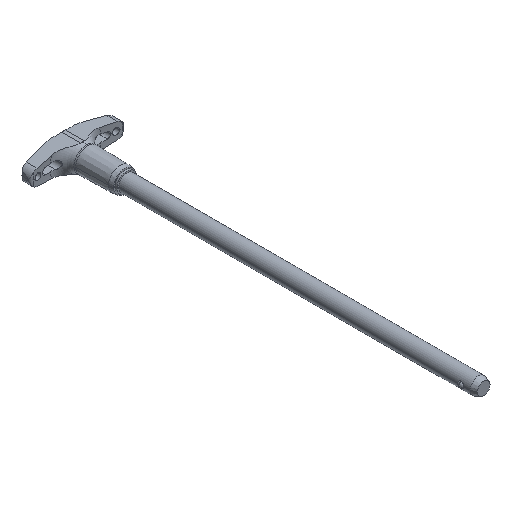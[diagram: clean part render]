
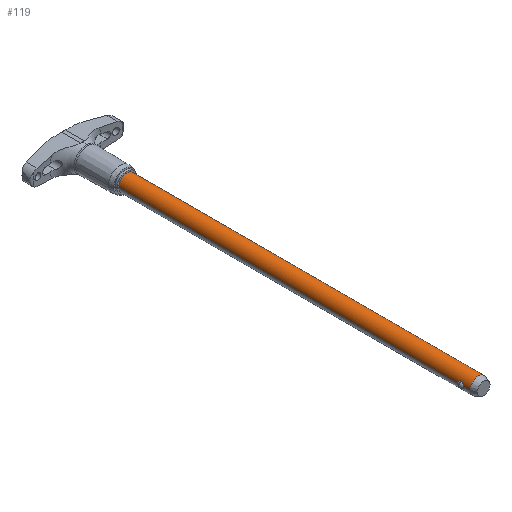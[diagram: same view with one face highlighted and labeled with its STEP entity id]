
A CAD part, isometric view. The second image highlights one B-rep face of the part: STEP entity #119.
In plain terms, the highlighted cylindrical face has radius 3.969 mm (diameter 7.938 mm), a partial arc.
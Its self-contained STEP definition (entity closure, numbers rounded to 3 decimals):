
#119=ADVANCED_FACE('',(#296),#297,.T.);
#296=FACE_OUTER_BOUND('',#535,.T.);
#297=CYLINDRICAL_SURFACE('',#536,3.969);
#535=EDGE_LOOP('',(#835,#836,#837,#838,#839,#840,#841,#842,#843,#844));
#536=AXIS2_PLACEMENT_3D('',#845,#846,#847);
#835=ORIENTED_EDGE('',*,*,#1518,.T.);
#836=ORIENTED_EDGE('',*,*,#1519,.T.);
#837=ORIENTED_EDGE('',*,*,#1460,.T.);
#838=ORIENTED_EDGE('',*,*,#1520,.T.);
#839=ORIENTED_EDGE('',*,*,#1521,.F.);
#840=ORIENTED_EDGE('',*,*,#1522,.T.);
#841=ORIENTED_EDGE('',*,*,#1455,.T.);
#842=ORIENTED_EDGE('',*,*,#1523,.T.);
#843=ORIENTED_EDGE('',*,*,#1524,.T.);
#844=ORIENTED_EDGE('',*,*,#1514,.T.);
#845=CARTESIAN_POINT('',(0.0,-85.471,0.0));
#846=DIRECTION('',(-0.0,1.0,0.0));
#847=DIRECTION('',(1.0,0.0,0.0));
#1455=EDGE_CURVE('',#1740,#1737,#1741,.T.);
#1460=EDGE_CURVE('',#1745,#1747,#1749,.T.);
#1514=EDGE_CURVE('',#1846,#1844,#1847,.T.);
#1518=EDGE_CURVE('',#1844,#1852,#1853,.T.);
#1519=EDGE_CURVE('',#1852,#1745,#1854,.T.);
#1520=EDGE_CURVE('',#1747,#1855,#1856,.T.);
#1521=EDGE_CURVE('',#1857,#1855,#1858,.T.);
#1522=EDGE_CURVE('',#1857,#1740,#1859,.T.);
#1523=EDGE_CURVE('',#1737,#1860,#1861,.T.);
#1524=EDGE_CURVE('',#1860,#1846,#1862,.T.);
#1737=VERTEX_POINT('',#2154);
#1740=VERTEX_POINT('',#2157);
#1741=B_SPLINE_CURVE_WITH_KNOTS('',3,(#2158,#2159,#2160,#2161,#2162,#2163,#2164,#2165,#2166,#2167,#2168,#2169,#2170,#2171),.UNSPECIFIED.,.F.,.F.,(4,2,2,2,2,2,4),(6.251,6.62,6.989,7.207,7.425,7.88,8.335),.UNSPECIFIED.);
#1745=VERTEX_POINT('',#2188);
#1747=VERTEX_POINT('',#2190);
#1749=B_SPLINE_CURVE_WITH_KNOTS('',3,(#2205,#2206,#2207,#2208,#2209,#2210,#2211,#2212,#2213,#2214,#2215,#2216,#2217,#2218),.UNSPECIFIED.,.F.,.F.,(4,2,2,2,2,2,4),(4.167,4.622,5.077,5.295,5.513,5.882,6.251),.UNSPECIFIED.);
#1844=VERTEX_POINT('',#2568);
#1846=VERTEX_POINT('',#2571);
#1847=CIRCLE('',#2572,3.969);
#1852=VERTEX_POINT('',#2578);
#1853=LINE('',#2579,#2580);
#1854=B_SPLINE_CURVE_WITH_KNOTS('',3,(#2581,#2582,#2583,#2584,#2585,#2586,#2587,#2588,#2589,#2590,#2591,#2592,#2593,#2594),.UNSPECIFIED.,.F.,.F.,(4,2,2,2,2,2,4),(2.084,2.453,2.822,3.04,3.257,3.712,4.167),.UNSPECIFIED.);
#1855=VERTEX_POINT('',#2595);
#1856=LINE('',#2596,#2597);
#1857=VERTEX_POINT('',#2598);
#1858=CIRCLE('',#2599,3.969);
#1859=LINE('',#2600,#2601);
#1860=VERTEX_POINT('',#2602);
#1861=B_SPLINE_CURVE_WITH_KNOTS('',3,(#2603,#2604,#2605,#2606,#2607,#2608,#2609,#2610,#2611,#2612,#2613,#2614,#2615,#2616),.UNSPECIFIED.,.F.,.F.,(4,2,2,2,2,2,4),(0.0,0.455,0.91,1.128,1.345,1.715,2.084),.UNSPECIFIED.);
#1862=LINE('',#2617,#2618);
#2154=CARTESIAN_POINT('',(-3.7,-163.883,1.435));
#2157=CARTESIAN_POINT('',(-3.969,-162.56,0.));
#2158=CARTESIAN_POINT('',(-3.969,-162.56,0.));
#2159=CARTESIAN_POINT('',(-3.969,-162.56,0.123));
#2160=CARTESIAN_POINT('',(-3.963,-162.575,0.257));
#2161=CARTESIAN_POINT('',(-3.937,-162.639,0.514));
#2162=CARTESIAN_POINT('',(-3.919,-162.688,0.638));
#2163=CARTESIAN_POINT('',(-3.886,-162.781,0.807));
#2164=CARTESIAN_POINT('',(-3.872,-162.824,0.873));
#2165=CARTESIAN_POINT('',(-3.842,-162.92,0.996));
#2166=CARTESIAN_POINT('',(-3.827,-162.973,1.053));
#2167=CARTESIAN_POINT('',(-3.784,-163.136,1.201));
#2168=CARTESIAN_POINT('',(-3.754,-163.272,1.289));
#2169=CARTESIAN_POINT('',(-3.712,-163.57,1.406));
#2170=CARTESIAN_POINT('',(-3.7,-163.732,1.435));
#2171=CARTESIAN_POINT('',(-3.7,-163.883,1.435));
#2188=CARTESIAN_POINT('',(3.7,-163.883,1.435));
#2190=CARTESIAN_POINT('',(3.969,-162.56,0.));
#2205=CARTESIAN_POINT('',(3.7,-163.883,1.435));
#2206=CARTESIAN_POINT('',(3.7,-163.732,1.435));
#2207=CARTESIAN_POINT('',(3.712,-163.57,1.406));
#2208=CARTESIAN_POINT('',(3.754,-163.272,1.289));
#2209=CARTESIAN_POINT('',(3.784,-163.136,1.201));
#2210=CARTESIAN_POINT('',(3.827,-162.973,1.053));
#2211=CARTESIAN_POINT('',(3.842,-162.92,0.996));
#2212=CARTESIAN_POINT('',(3.872,-162.824,0.873));
#2213=CARTESIAN_POINT('',(3.886,-162.781,0.807));
#2214=CARTESIAN_POINT('',(3.919,-162.688,0.638));
#2215=CARTESIAN_POINT('',(3.937,-162.639,0.514));
#2216=CARTESIAN_POINT('',(3.963,-162.575,0.257));
#2217=CARTESIAN_POINT('',(3.969,-162.56,0.123));
#2218=CARTESIAN_POINT('',(3.969,-162.56,0.));
#2568=CARTESIAN_POINT('',(3.969,-168.427,0.0));
#2571=CARTESIAN_POINT('',(-3.969,-168.427,0.));
#2572=AXIS2_PLACEMENT_3D('',#3927,#3928,#3929);
#2578=CARTESIAN_POINT('',(3.969,-165.207,0.));
#2579=CARTESIAN_POINT('',(3.969,-85.471,0.));
#2580=VECTOR('',#3934,1.0);
#2581=CARTESIAN_POINT('',(3.969,-165.207,0.0));
#2582=CARTESIAN_POINT('',(3.969,-165.207,0.123));
#2583=CARTESIAN_POINT('',(3.963,-165.192,0.257));
#2584=CARTESIAN_POINT('',(3.937,-165.128,0.514));
#2585=CARTESIAN_POINT('',(3.919,-165.078,0.638));
#2586=CARTESIAN_POINT('',(3.886,-164.986,0.807));
#2587=CARTESIAN_POINT('',(3.872,-164.943,0.873));
#2588=CARTESIAN_POINT('',(3.842,-164.847,0.996));
#2589=CARTESIAN_POINT('',(3.827,-164.794,1.053));
#2590=CARTESIAN_POINT('',(3.784,-164.631,1.201));
#2591=CARTESIAN_POINT('',(3.754,-164.494,1.289));
#2592=CARTESIAN_POINT('',(3.712,-164.196,1.406));
#2593=CARTESIAN_POINT('',(3.7,-164.035,1.435));
#2594=CARTESIAN_POINT('',(3.7,-163.883,1.435));
#2595=CARTESIAN_POINT('',(3.969,0.0,0.0));
#2596=CARTESIAN_POINT('',(3.969,-85.471,0.));
#2597=VECTOR('',#3935,1.0);
#2598=CARTESIAN_POINT('',(-3.969,0.0,0.));
#2599=AXIS2_PLACEMENT_3D('',#3936,#3937,#3938);
#2600=CARTESIAN_POINT('',(-3.969,-85.471,0.));
#2601=VECTOR('',#3939,1.0);
#2602=CARTESIAN_POINT('',(-3.969,-165.207,0.));
#2603=CARTESIAN_POINT('',(-3.7,-163.883,1.435));
#2604=CARTESIAN_POINT('',(-3.7,-164.035,1.435));
#2605=CARTESIAN_POINT('',(-3.712,-164.196,1.406));
#2606=CARTESIAN_POINT('',(-3.754,-164.494,1.289));
#2607=CARTESIAN_POINT('',(-3.784,-164.631,1.201));
#2608=CARTESIAN_POINT('',(-3.827,-164.794,1.053));
#2609=CARTESIAN_POINT('',(-3.842,-164.847,0.996));
#2610=CARTESIAN_POINT('',(-3.872,-164.943,0.873));
#2611=CARTESIAN_POINT('',(-3.886,-164.986,0.807));
#2612=CARTESIAN_POINT('',(-3.919,-165.078,0.638));
#2613=CARTESIAN_POINT('',(-3.937,-165.128,0.514));
#2614=CARTESIAN_POINT('',(-3.963,-165.192,0.257));
#2615=CARTESIAN_POINT('',(-3.969,-165.207,0.123));
#2616=CARTESIAN_POINT('',(-3.969,-165.207,0.));
#2617=CARTESIAN_POINT('',(-3.969,-85.471,0.));
#2618=VECTOR('',#3940,1.0);
#3927=CARTESIAN_POINT('',(0.0,-168.427,0.0));
#3928=DIRECTION('',(0.,1.0,0.0));
#3929=DIRECTION('',(1.0,0.,0.0));
#3934=DIRECTION('',(0.0,1.0,0.0));
#3935=DIRECTION('',(0.0,1.0,0.0));
#3936=CARTESIAN_POINT('',(0.0,0.0,0.0));
#3937=DIRECTION('',(-0.0,1.0,0.0));
#3938=DIRECTION('',(1.0,0.0,0.0));
#3939=DIRECTION('',(-0.0,-1.0,-0.0));
#3940=DIRECTION('',(-0.0,-1.0,-0.0));
